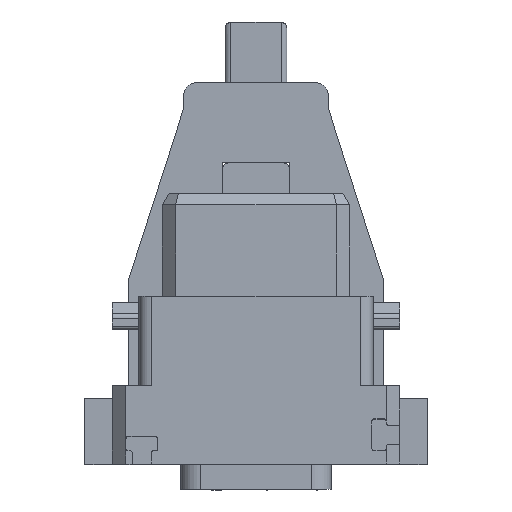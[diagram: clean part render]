
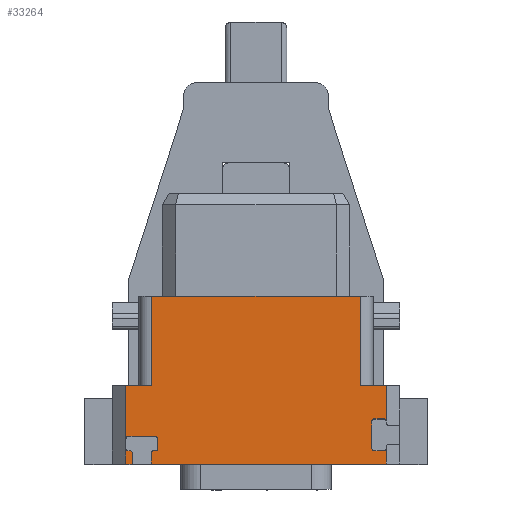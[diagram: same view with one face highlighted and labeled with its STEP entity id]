
A CAD part, top view. The second image highlights one B-rep face of the part: STEP entity #33264.
In plain terms, the highlighted planar face has unit normal (0, 0, 1).
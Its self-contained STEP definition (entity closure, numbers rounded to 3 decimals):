
#284=DIRECTION('',(-1.,0.,0.));
#285=VECTOR('',#284,15.8);
#286=CARTESIAN_POINT('',(7.9,9.8,9.9));
#287=LINE('',#286,#285);
#503=CARTESIAN_POINT('',(9.75,0.325,9.9));
#504=DIRECTION('',(0.,0.,1.));
#505=DIRECTION('',(1.,0.,0.));
#506=AXIS2_PLACEMENT_3D('',#503,#504,#505);
#508=DIRECTION('',(-1.,0.,0.));
#509=VECTOR('',#508,0.8);
#510=CARTESIAN_POINT('',(9.75,0.475,9.9));
#511=LINE('',#510,#509);
#512=CARTESIAN_POINT('',(8.95,0.325,9.9));
#513=DIRECTION('',(0.,0.,1.));
#514=DIRECTION('',(0.,1.,0.));
#515=AXIS2_PLACEMENT_3D('',#512,#513,#514);
#517=DIRECTION('',(0.,-1.,0.));
#518=VECTOR('',#517,2.1);
#519=CARTESIAN_POINT('',(8.8,0.325,9.9));
#520=LINE('',#519,#518);
#521=CARTESIAN_POINT('',(8.95,-1.775,9.9));
#522=DIRECTION('',(0.,0.,1.));
#523=DIRECTION('',(-1.,0.,0.));
#524=AXIS2_PLACEMENT_3D('',#521,#522,#523);
#526=DIRECTION('',(1.,0.,0.));
#527=VECTOR('',#526,0.8);
#528=CARTESIAN_POINT('',(8.95,-1.925,9.9));
#529=LINE('',#528,#527);
#530=CARTESIAN_POINT('',(9.75,-1.775,9.9));
#531=DIRECTION('',(0.,0.,1.));
#532=DIRECTION('',(0.,-1.,0.));
#533=AXIS2_PLACEMENT_3D('',#530,#531,#532);
#535=DIRECTION('',(0.,1.,0.));
#536=VECTOR('',#535,1.175);
#537=CARTESIAN_POINT('',(9.9,-2.95,9.9));
#538=LINE('',#537,#536);
#539=DIRECTION('',(0.,1.,0.));
#540=VECTOR('',#539,0.85);
#541=CARTESIAN_POINT('',(-7.95,-2.95,9.9));
#542=LINE('',#541,#540);
#543=CARTESIAN_POINT('',(-7.8,-2.1,9.9));
#544=DIRECTION('',(0.,0.,1.));
#545=DIRECTION('',(0.,1.,0.));
#546=AXIS2_PLACEMENT_3D('',#543,#544,#545);
#548=DIRECTION('',(1.,0.,0.));
#549=VECTOR('',#548,0.175);
#550=CARTESIAN_POINT('',(-7.8,-1.95,9.9));
#551=LINE('',#550,#549);
#552=CARTESIAN_POINT('',(-7.625,-1.8,9.9));
#553=DIRECTION('',(0.,0.,1.));
#554=DIRECTION('',(0.,-1.,0.));
#555=AXIS2_PLACEMENT_3D('',#552,#553,#554);
#557=DIRECTION('',(0.,1.,0.));
#558=VECTOR('',#557,0.8);
#559=CARTESIAN_POINT('',(-7.475,-1.8,9.9));
#560=LINE('',#559,#558);
#561=CARTESIAN_POINT('',(-7.625,-1.,9.9));
#562=DIRECTION('',(0.,0.,1.));
#563=DIRECTION('',(1.,0.,0.));
#564=AXIS2_PLACEMENT_3D('',#561,#562,#563);
#566=DIRECTION('',(-1.,0.,0.));
#567=VECTOR('',#566,2.1);
#568=CARTESIAN_POINT('',(-7.625,-0.85,9.9));
#569=LINE('',#568,#567);
#570=CARTESIAN_POINT('',(-9.725,-1.,9.9));
#571=DIRECTION('',(0.,0.,1.));
#572=DIRECTION('',(0.,1.,0.));
#573=AXIS2_PLACEMENT_3D('',#570,#571,#572);
#575=DIRECTION('',(0.,-1.,0.));
#576=VECTOR('',#575,0.8);
#577=CARTESIAN_POINT('',(-9.875,-1.,9.9));
#578=LINE('',#577,#576);
#579=CARTESIAN_POINT('',(-9.725,-1.8,9.9));
#580=DIRECTION('',(0.,0.,1.));
#581=DIRECTION('',(-1.,0.,0.));
#582=AXIS2_PLACEMENT_3D('',#579,#580,#581);
#584=DIRECTION('',(1.,0.,0.));
#585=VECTOR('',#584,0.175);
#586=CARTESIAN_POINT('',(-9.725,-1.95,9.9));
#587=LINE('',#586,#585);
#588=CARTESIAN_POINT('',(-9.55,-2.1,9.9));
#589=DIRECTION('',(0.,0.,1.));
#590=DIRECTION('',(1.,0.,0.));
#591=AXIS2_PLACEMENT_3D('',#588,#589,#590);
#593=DIRECTION('',(0.,1.,0.));
#594=VECTOR('',#593,0.85);
#595=CARTESIAN_POINT('',(-9.4,-2.95,9.9));
#596=LINE('',#595,#594);
#597=DIRECTION('',(0.,-1.,0.));
#598=VECTOR('',#597,5.95);
#599=CARTESIAN_POINT('',(-9.9,3.,9.9));
#600=LINE('',#599,#598);
#601=DIRECTION('',(0.,-1.,0.));
#602=VECTOR('',#601,6.8);
#603=CARTESIAN_POINT('',(-7.9,9.8,9.9));
#604=LINE('',#603,#602);
#605=DIRECTION('',(0.,1.,0.));
#606=VECTOR('',#605,6.8);
#607=CARTESIAN_POINT('',(7.9,3.,9.9));
#608=LINE('',#607,#606);
#609=DIRECTION('',(0.,1.,0.));
#610=VECTOR('',#609,2.675);
#611=CARTESIAN_POINT('',(9.9,0.325,9.9));
#612=LINE('',#611,#610);
#629=DIRECTION('',(-1.,0.,0.));
#630=VECTOR('',#629,2.);
#631=CARTESIAN_POINT('',(9.9,3.,9.9));
#632=LINE('',#631,#630);
#821=DIRECTION('',(1.,0.,0.));
#822=VECTOR('',#821,0.5);
#823=CARTESIAN_POINT('',(-9.9,-2.95,9.9));
#824=LINE('',#823,#822);
#837=DIRECTION('',(1.,0.,0.));
#838=VECTOR('',#837,17.85);
#839=CARTESIAN_POINT('',(-7.95,-2.95,9.9));
#840=LINE('',#839,#838);
#4689=DIRECTION('',(-1.,0.,0.));
#4690=VECTOR('',#4689,2.);
#4691=CARTESIAN_POINT('',(-7.9,3.,9.9));
#4692=LINE('',#4691,#4690);
#26821=CARTESIAN_POINT('',(-7.95,-2.95,9.9));
#26822=VERTEX_POINT('',#26821);
#26823=CARTESIAN_POINT('',(-9.4,-2.95,9.9));
#26824=VERTEX_POINT('',#26823);
#26825=CARTESIAN_POINT('',(9.9,0.325,9.9));
#26826=CARTESIAN_POINT('',(9.75,0.475,9.9));
#26827=VERTEX_POINT('',#26825);
#26828=VERTEX_POINT('',#26826);
#26829=CARTESIAN_POINT('',(8.95,0.475,9.9));
#26830=VERTEX_POINT('',#26829);
#26831=CARTESIAN_POINT('',(8.8,0.325,9.9));
#26832=VERTEX_POINT('',#26831);
#26833=CARTESIAN_POINT('',(8.8,-1.775,9.9));
#26834=VERTEX_POINT('',#26833);
#26835=CARTESIAN_POINT('',(8.95,-1.925,9.9));
#26836=VERTEX_POINT('',#26835);
#26837=CARTESIAN_POINT('',(9.75,-1.925,9.9));
#26838=VERTEX_POINT('',#26837);
#26839=CARTESIAN_POINT('',(9.9,-1.775,9.9));
#26840=VERTEX_POINT('',#26839);
#26841=CARTESIAN_POINT('',(-7.95,-2.1,9.9));
#26842=VERTEX_POINT('',#26841);
#26843=CARTESIAN_POINT('',(-7.8,-1.95,9.9));
#26844=VERTEX_POINT('',#26843);
#26845=CARTESIAN_POINT('',(-7.625,-1.95,9.9));
#26846=VERTEX_POINT('',#26845);
#26847=CARTESIAN_POINT('',(-7.475,-1.8,9.9));
#26848=VERTEX_POINT('',#26847);
#26849=CARTESIAN_POINT('',(-7.475,-1.,9.9));
#26850=VERTEX_POINT('',#26849);
#26851=CARTESIAN_POINT('',(-7.625,-0.85,9.9));
#26852=VERTEX_POINT('',#26851);
#26853=CARTESIAN_POINT('',(-9.725,-0.85,9.9));
#26854=VERTEX_POINT('',#26853);
#26855=CARTESIAN_POINT('',(-9.875,-1.,9.9));
#26856=VERTEX_POINT('',#26855);
#26857=CARTESIAN_POINT('',(-9.875,-1.8,9.9));
#26858=VERTEX_POINT('',#26857);
#26859=CARTESIAN_POINT('',(-9.725,-1.95,9.9));
#26860=VERTEX_POINT('',#26859);
#26861=CARTESIAN_POINT('',(-9.55,-1.95,9.9));
#26862=VERTEX_POINT('',#26861);
#26863=CARTESIAN_POINT('',(-9.4,-2.1,9.9));
#26864=VERTEX_POINT('',#26863);
#26869=CARTESIAN_POINT('',(7.9,9.8,9.9));
#26871=VERTEX_POINT('',#26869);
#26875=CARTESIAN_POINT('',(7.9,3.,9.9));
#26876=VERTEX_POINT('',#26875);
#26881=CARTESIAN_POINT('',(-7.9,9.8,9.9));
#26882=VERTEX_POINT('',#26881);
#26883=CARTESIAN_POINT('',(-7.9,3.,9.9));
#26884=VERTEX_POINT('',#26883);
#26889=CARTESIAN_POINT('',(9.9,3.,9.9));
#26891=VERTEX_POINT('',#26889);
#26904=CARTESIAN_POINT('',(9.9,-2.95,9.9));
#26905=VERTEX_POINT('',#26904);
#26906=CARTESIAN_POINT('',(-9.9,-2.95,9.9));
#26908=VERTEX_POINT('',#26906);
#26912=CARTESIAN_POINT('',(-9.9,3.,9.9));
#26913=VERTEX_POINT('',#26912);
#33200=CARTESIAN_POINT('',(10.9,9.8,9.9));
#33201=DIRECTION('',(0.,0.,1.));
#33202=DIRECTION('',(-1.,0.,0.));
#33203=AXIS2_PLACEMENT_3D('',#33200,#33201,#33202);
#33204=PLANE('',#33203);
#33206=ORIENTED_EDGE('',*,*,#33205,.T.);
#33208=ORIENTED_EDGE('',*,*,#33207,.T.);
#33210=ORIENTED_EDGE('',*,*,#33209,.T.);
#33212=ORIENTED_EDGE('',*,*,#33211,.T.);
#33214=ORIENTED_EDGE('',*,*,#33213,.T.);
#33216=ORIENTED_EDGE('',*,*,#33215,.T.);
#33218=ORIENTED_EDGE('',*,*,#33217,.T.);
#33220=ORIENTED_EDGE('',*,*,#33219,.F.);
#33222=ORIENTED_EDGE('',*,*,#33221,.F.);
#33224=ORIENTED_EDGE('',*,*,#33223,.T.);
#33226=ORIENTED_EDGE('',*,*,#33225,.F.);
#33228=ORIENTED_EDGE('',*,*,#33227,.T.);
#33230=ORIENTED_EDGE('',*,*,#33229,.T.);
#33232=ORIENTED_EDGE('',*,*,#33231,.T.);
#33234=ORIENTED_EDGE('',*,*,#33233,.T.);
#33236=ORIENTED_EDGE('',*,*,#33235,.T.);
#33238=ORIENTED_EDGE('',*,*,#33237,.T.);
#33240=ORIENTED_EDGE('',*,*,#33239,.T.);
#33242=ORIENTED_EDGE('',*,*,#33241,.T.);
#33244=ORIENTED_EDGE('',*,*,#33243,.T.);
#33246=ORIENTED_EDGE('',*,*,#33245,.F.);
#33248=ORIENTED_EDGE('',*,*,#33247,.F.);
#33250=ORIENTED_EDGE('',*,*,#33249,.F.);
#33252=ORIENTED_EDGE('',*,*,#33251,.F.);
#33254=ORIENTED_EDGE('',*,*,#33253,.F.);
#33255=ORIENTED_EDGE('',*,*,#33193,.F.);
#33256=ORIENTED_EDGE('',*,*,#32938,.F.);
#33257=ORIENTED_EDGE('',*,*,#32979,.F.);
#33259=ORIENTED_EDGE('',*,*,#33258,.F.);
#33261=ORIENTED_EDGE('',*,*,#33260,.F.);
#33262=EDGE_LOOP('',(#33206,#33208,#33210,#33212,#33214,#33216,#33218,#33220,
#33222,#33224,#33226,#33228,#33230,#33232,#33234,#33236,#33238,#33240,#33242,
#33244,#33246,#33248,#33250,#33252,#33254,#33255,#33256,#33257,#33259,#33261));
#33263=FACE_OUTER_BOUND('',#33262,.F.);
#33264=ADVANCED_FACE('',(#33263),#33204,.T.);
#507=CIRCLE('',#506,0.15);
#516=CIRCLE('',#515,0.15);
#525=CIRCLE('',#524,0.15);
#534=CIRCLE('',#533,0.15);
#547=CIRCLE('',#546,0.15);
#556=CIRCLE('',#555,0.15);
#565=CIRCLE('',#564,0.15);
#574=CIRCLE('',#573,0.15);
#583=CIRCLE('',#582,0.15);
#592=CIRCLE('',#591,0.15);
#32938=EDGE_CURVE('',#26871,#26882,#287,.T.);
#32979=EDGE_CURVE('',#26876,#26871,#608,.T.);
#33193=EDGE_CURVE('',#26882,#26884,#604,.T.);
#33205=EDGE_CURVE('',#26827,#26828,#507,.T.);
#33207=EDGE_CURVE('',#26828,#26830,#511,.T.);
#33209=EDGE_CURVE('',#26830,#26832,#516,.T.);
#33211=EDGE_CURVE('',#26832,#26834,#520,.T.);
#33213=EDGE_CURVE('',#26834,#26836,#525,.T.);
#33215=EDGE_CURVE('',#26836,#26838,#529,.T.);
#33217=EDGE_CURVE('',#26838,#26840,#534,.T.);
#33219=EDGE_CURVE('',#26905,#26840,#538,.T.);
#33221=EDGE_CURVE('',#26822,#26905,#840,.T.);
#33223=EDGE_CURVE('',#26822,#26842,#542,.T.);
#33225=EDGE_CURVE('',#26844,#26842,#547,.T.);
#33227=EDGE_CURVE('',#26844,#26846,#551,.T.);
#33229=EDGE_CURVE('',#26846,#26848,#556,.T.);
#33231=EDGE_CURVE('',#26848,#26850,#560,.T.);
#33233=EDGE_CURVE('',#26850,#26852,#565,.T.);
#33235=EDGE_CURVE('',#26852,#26854,#569,.T.);
#33237=EDGE_CURVE('',#26854,#26856,#574,.T.);
#33239=EDGE_CURVE('',#26856,#26858,#578,.T.);
#33241=EDGE_CURVE('',#26858,#26860,#583,.T.);
#33243=EDGE_CURVE('',#26860,#26862,#587,.T.);
#33245=EDGE_CURVE('',#26864,#26862,#592,.T.);
#33247=EDGE_CURVE('',#26824,#26864,#596,.T.);
#33249=EDGE_CURVE('',#26908,#26824,#824,.T.);
#33251=EDGE_CURVE('',#26913,#26908,#600,.T.);
#33253=EDGE_CURVE('',#26884,#26913,#4692,.T.);
#33258=EDGE_CURVE('',#26891,#26876,#632,.T.);
#33260=EDGE_CURVE('',#26827,#26891,#612,.T.);
